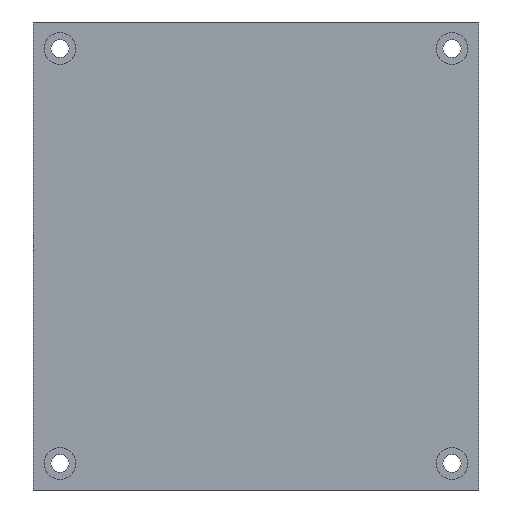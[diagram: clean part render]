
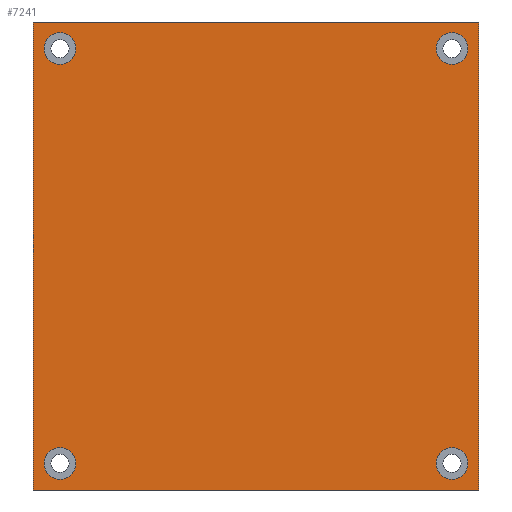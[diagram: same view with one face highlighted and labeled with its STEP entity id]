
A CAD part, front view. The second image highlights one B-rep face of the part: STEP entity #7241.
In plain terms, the highlighted planar face has unit normal (0, -1, 0).
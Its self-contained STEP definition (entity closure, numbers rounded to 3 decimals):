
#55=CIRCLE('',#7452,3.);
#57=CIRCLE('',#7455,3.);
#59=CIRCLE('',#7458,3.);
#61=CIRCLE('',#7461,3.);
#193=FACE_BOUND('',#1579,.T.);
#194=FACE_BOUND('',#1580,.T.);
#195=FACE_BOUND('',#1581,.T.);
#196=FACE_BOUND('',#1582,.T.);
#1164=FACE_OUTER_BOUND('',#1578,.T.);
#1578=EDGE_LOOP('',(#6339,#6340,#6341,#6342));
#1579=EDGE_LOOP('',(#6343));
#1580=EDGE_LOOP('',(#6344));
#1581=EDGE_LOOP('',(#6345));
#1582=EDGE_LOOP('',(#6346));
#2074=LINE('',#13878,#2646);
#2107=LINE('',#13988,#2679);
#2109=LINE('',#13992,#2681);
#2111=LINE('',#13995,#2683);
#2646=VECTOR('',#8146,10.);
#2679=VECTOR('',#8259,10.);
#2681=VECTOR('',#8263,10.);
#2683=VECTOR('',#8267,10.);
#3369=VERTEX_POINT('',#13875);
#3370=VERTEX_POINT('',#13877);
#3400=VERTEX_POINT('',#13963);
#3402=VERTEX_POINT('',#13969);
#3404=VERTEX_POINT('',#13975);
#3406=VERTEX_POINT('',#13981);
#3407=VERTEX_POINT('',#13986);
#3408=VERTEX_POINT('',#13990);
#4354=EDGE_CURVE('',#3370,#3369,#2074,.T.);
#4394=EDGE_CURVE('',#3400,#3400,#55,.T.);
#4397=EDGE_CURVE('',#3402,#3402,#57,.T.);
#4400=EDGE_CURVE('',#3404,#3404,#59,.T.);
#4403=EDGE_CURVE('',#3406,#3406,#61,.T.);
#4405=EDGE_CURVE('',#3369,#3407,#2107,.T.);
#4407=EDGE_CURVE('',#3407,#3408,#2109,.T.);
#4409=EDGE_CURVE('',#3408,#3370,#2111,.T.);
#6339=ORIENTED_EDGE('',*,*,#4409,.T.);
#6340=ORIENTED_EDGE('',*,*,#4354,.T.);
#6341=ORIENTED_EDGE('',*,*,#4405,.T.);
#6342=ORIENTED_EDGE('',*,*,#4407,.T.);
#6343=ORIENTED_EDGE('',*,*,#4397,.F.);
#6344=ORIENTED_EDGE('',*,*,#4403,.F.);
#6345=ORIENTED_EDGE('',*,*,#4394,.F.);
#6346=ORIENTED_EDGE('',*,*,#4400,.F.);
#6892=PLANE('',#7471);
#7241=ADVANCED_FACE('',(#1164,#193,#194,#195,#196),#6892,.F.);
#7452=AXIS2_PLACEMENT_3D('',#13965,#8231,#8232);
#7455=AXIS2_PLACEMENT_3D('',#13971,#8238,#8239);
#7458=AXIS2_PLACEMENT_3D('',#13977,#8245,#8246);
#7461=AXIS2_PLACEMENT_3D('',#13983,#8252,#8253);
#7471=AXIS2_PLACEMENT_3D('',#14006,#8283,#8284);
#8146=DIRECTION('',(0.,0.,1.));
#8231=DIRECTION('center_axis',(0.,-1.,0.));
#8232=DIRECTION('ref_axis',(1.,0.,0.));
#8238=DIRECTION('center_axis',(0.,-1.,0.));
#8239=DIRECTION('ref_axis',(1.,0.,0.));
#8245=DIRECTION('center_axis',(0.,-1.,0.));
#8246=DIRECTION('ref_axis',(1.,0.,0.));
#8252=DIRECTION('center_axis',(0.,-1.,0.));
#8253=DIRECTION('ref_axis',(1.,0.,0.));
#8259=DIRECTION('',(-1.,0.,0.));
#8263=DIRECTION('',(0.,0.,-1.));
#8267=DIRECTION('',(1.,0.,0.));
#8283=DIRECTION('center_axis',(0.,1.,0.));
#8284=DIRECTION('ref_axis',(1.,0.,0.));
#13875=CARTESIAN_POINT('',(44.95,0.,47.6));
#13877=CARTESIAN_POINT('',(44.95,0.,-40.5));
#13878=CARTESIAN_POINT('',(44.95,0.,-40.5));
#13963=CARTESIAN_POINT('',(-36.85,0.,-35.5));
#13965=CARTESIAN_POINT('Origin',(-33.85,0.,-35.5));
#13969=CARTESIAN_POINT('',(-36.85,0.,42.6));
#13971=CARTESIAN_POINT('Origin',(-33.85,0.,42.6));
#13975=CARTESIAN_POINT('',(36.95,0.,42.6));
#13977=CARTESIAN_POINT('Origin',(39.95,0.,42.6));
#13981=CARTESIAN_POINT('',(36.95,0.,-35.5));
#13983=CARTESIAN_POINT('Origin',(39.95,0.,-35.5));
#13986=CARTESIAN_POINT('',(-38.85,0.,47.6));
#13988=CARTESIAN_POINT('',(44.95,0.,47.6));
#13990=CARTESIAN_POINT('',(-38.85,0.,-40.5));
#13992=CARTESIAN_POINT('',(-38.85,0.,47.6));
#13995=CARTESIAN_POINT('',(-38.85,0.,-40.5));
#14006=CARTESIAN_POINT('Origin',(3.05,0.,3.55));
